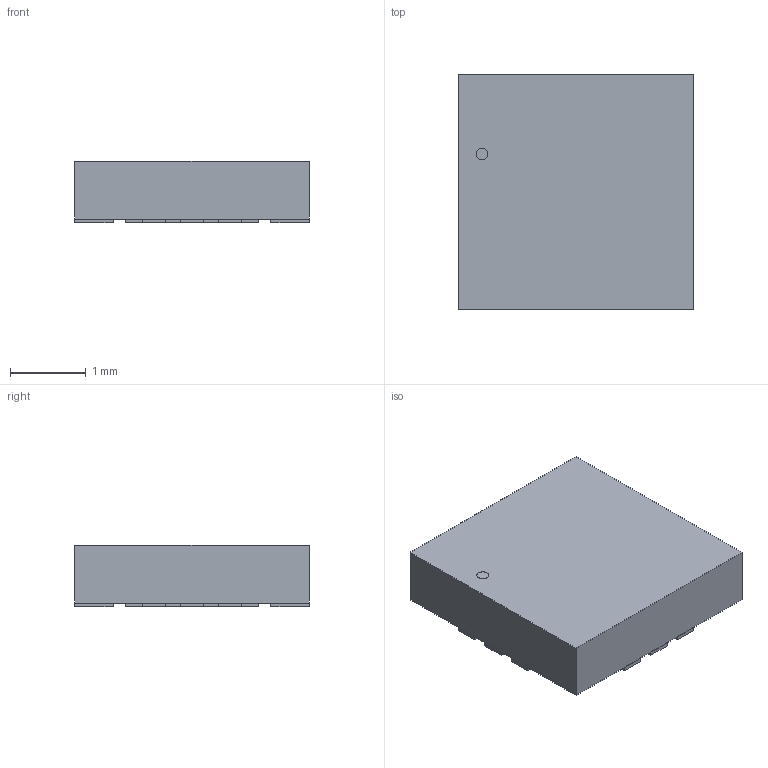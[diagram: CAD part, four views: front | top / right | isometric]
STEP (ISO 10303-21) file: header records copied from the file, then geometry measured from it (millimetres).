
FILE_DESCRIPTION(('STEP AP214'),'1');
FILE_NAME('QFN-12_UD-M','2020-08-13T16:37:47',(''),(''),'','','');
FILE_SCHEMA(('AUTOMOTIVE_DESIGN'));
Length unit declared in the file: millimetre
Products named in the file (1): product
Bounding box: 3.1 x 3.1 x 0.81 mm (x, y, z)
Volume: 0 mm3; surface area: 39.9 mm2
Topology: 1 solids, 85 shells, 87 faces, 339 edges, 338 vertices
Faces by surface type: plane 86, cylinder 1
Full cylindrical faces by diameter (mm): 0.155 x1
Entity records: 3892 total; most frequent: CARTESIAN_POINT 765, VERTEX_POINT 674, DIRECTION 518, ORIENTED_EDGE 340, EDGE_CURVE 338, LINE 336, VECTOR 336, AXIS2_PLACEMENT_3D 91
